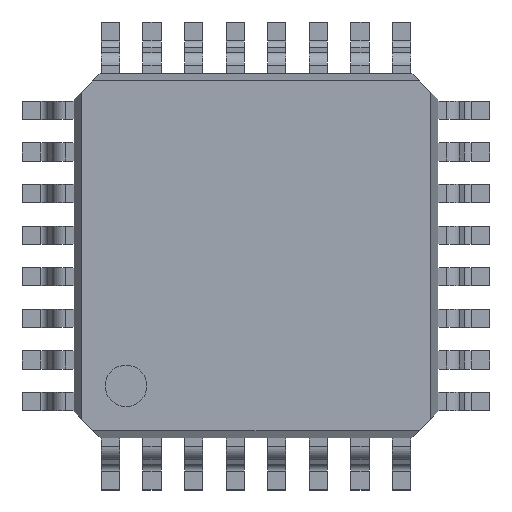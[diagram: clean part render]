
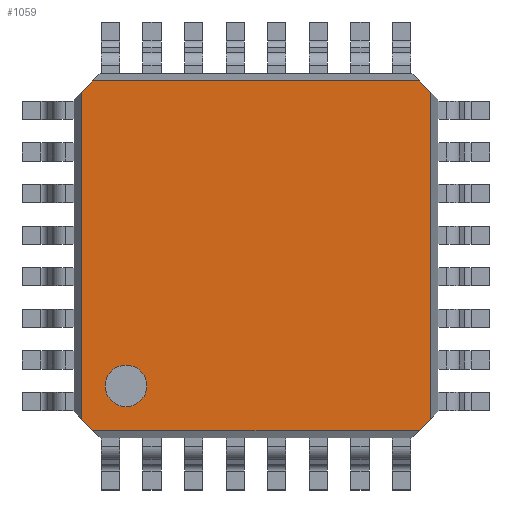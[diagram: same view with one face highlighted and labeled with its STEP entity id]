
A CAD part, top view. The second image highlights one B-rep face of the part: STEP entity #1059.
In plain terms, the highlighted planar face has unit normal (0, 0, 1).
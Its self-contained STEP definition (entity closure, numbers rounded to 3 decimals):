
#24 = VERTEX_POINT ( 'NONE', #1473 ) ;
#59 = DIRECTION ( 'NONE',  ( 1., 0., 0. ) ) ;
#83 = CARTESIAN_POINT ( 'NONE',  ( 3.364, 3.5, 1.4 ) ) ;
#129 = VERTEX_POINT ( 'NONE', #751 ) ;
#155 = VECTOR ( 'NONE', #1333, 1000. ) ;
#196 = DIRECTION ( 'NONE',  ( 0., 0., 1. ) ) ;
#199 = CARTESIAN_POINT ( 'NONE',  ( -3.136, -3.364, 1.4 ) ) ;
#211 = LINE ( 'NONE', #1263, #733 ) ;
#214 = PLANE ( 'NONE',  #1848 ) ;
#246 = CARTESIAN_POINT ( 'NONE',  ( 3.364, -3.136, 1.4 ) ) ;
#249 = EDGE_CURVE ( 'NONE', #422, #24, #211, .T. ) ;
#252 = CARTESIAN_POINT ( 'NONE',  ( 3.364, 3.136, 1.4 ) ) ;
#287 = DIRECTION ( 'NONE',  ( 0.707, -0.707, 0. ) ) ;
#396 = CARTESIAN_POINT ( 'NONE',  ( -21.284, 0., 1.4 ) ) ;
#422 = VERTEX_POINT ( 'NONE', #1696 ) ;
#434 = CARTESIAN_POINT ( 'NONE',  ( -3.364, 3.136, 1.4 ) ) ;
#465 = DIRECTION ( 'NONE',  ( -1., 0., 0. ) ) ;
#483 = VECTOR ( 'NONE', #693, 1000. ) ;
#528 = EDGE_CURVE ( 'NONE', #709, #936, #1900, .T. ) ;
#535 = LINE ( 'NONE', #434, #923 ) ;
#579 = VECTOR ( 'NONE', #287, 1000. ) ;
#602 = EDGE_CURVE ( 'NONE', #129, #698, #1339, .T. ) ;
#611 = EDGE_CURVE ( 'NONE', #1600, #945, #535, .T. ) ;
#622 = LINE ( 'NONE', #1851, #739 ) ;
#657 = LINE ( 'NONE', #199, #1491 ) ;
#679 = ORIENTED_EDGE ( 'NONE', *, *, #934, .F. ) ;
#693 = DIRECTION ( 'NONE',  ( 0., 1., 0. ) ) ;
#698 = VERTEX_POINT ( 'NONE', #252 ) ;
#709 = VERTEX_POINT ( 'NONE', #1037 ) ;
#713 = EDGE_CURVE ( 'NONE', #1600, #1841, #1147, .T. ) ;
#729 = DIRECTION ( 'NONE',  ( 0., 0., 1. ) ) ;
#733 = VECTOR ( 'NONE', #59, 1000. ) ;
#739 = VECTOR ( 'NONE', #465, 1000. ) ;
#751 = CARTESIAN_POINT ( 'NONE',  ( 3.136, 3.364, 1.4 ) ) ;
#923 = VECTOR ( 'NONE', #1934, 1000. ) ;
#934 = EDGE_CURVE ( 'NONE', #1379, #24, #1050, .T. ) ;
#936 = VERTEX_POINT ( 'NONE', #1313 ) ;
#945 = VERTEX_POINT ( 'NONE', #1655 ) ;
#1029 = DIRECTION ( 'NONE',  ( 0., 0., -1. ) ) ;
#1037 = CARTESIAN_POINT ( 'NONE',  ( -2.1, -2.5, 1.4 ) ) ;
#1050 = LINE ( 'NONE', #246, #155 ) ;
#1059 = ADVANCED_FACE ( 'NONE', ( #1428, #1895 ), #214, .F. ) ;
#1082 = AXIS2_PLACEMENT_3D ( 'NONE', #1817, #729, #1783 ) ;
#1093 = EDGE_CURVE ( 'NONE', #129, #945, #622, .T. ) ;
#1147 = LINE ( 'NONE', #1181, #1668 ) ;
#1181 = CARTESIAN_POINT ( 'NONE',  ( -3.364, 3.5, 1.4 ) ) ;
#1237 = ORIENTED_EDGE ( 'NONE', *, *, #528, .F. ) ;
#1240 = EDGE_CURVE ( 'NONE', #936, #709, #1906, .T. ) ;
#1263 = CARTESIAN_POINT ( 'NONE',  ( -3.5, -3.364, 1.4 ) ) ;
#1266 = CARTESIAN_POINT ( 'NONE',  ( -3.364, -3.136, 1.4 ) ) ;
#1313 = CARTESIAN_POINT ( 'NONE',  ( -2.9, -2.5, 1.4 ) ) ;
#1317 = ORIENTED_EDGE ( 'NONE', *, *, #1240, .F. ) ;
#1333 = DIRECTION ( 'NONE',  ( -0.707, -0.707, 0. ) ) ;
#1339 = LINE ( 'NONE', #1503, #579 ) ;
#1379 = VERTEX_POINT ( 'NONE', #1825 ) ;
#1428 = FACE_OUTER_BOUND ( 'NONE', #1457, .T. ) ;
#1434 = DIRECTION ( 'NONE',  ( -0.707, 0.707, 0. ) ) ;
#1438 = ORIENTED_EDGE ( 'NONE', *, *, #249, .T. ) ;
#1443 = ORIENTED_EDGE ( 'NONE', *, *, #1557, .F. ) ;
#1457 = EDGE_LOOP ( 'NONE', ( #1716, #1578, #1597, #1733, #1760, #1443, #1438, #679 ) ) ;
#1459 = AXIS2_PLACEMENT_3D ( 'NONE', #1761, #196, #1892 ) ;
#1473 = CARTESIAN_POINT ( 'NONE',  ( 3.136, -3.364, 1.4 ) ) ;
#1491 = VECTOR ( 'NONE', #1434, 1000. ) ;
#1503 = CARTESIAN_POINT ( 'NONE',  ( 3.136, 3.364, 1.4 ) ) ;
#1557 = EDGE_CURVE ( 'NONE', #422, #1841, #657, .T. ) ;
#1578 = ORIENTED_EDGE ( 'NONE', *, *, #602, .F. ) ;
#1590 = EDGE_LOOP ( 'NONE', ( #1237, #1317 ) ) ;
#1597 = ORIENTED_EDGE ( 'NONE', *, *, #1093, .T. ) ;
#1600 = VERTEX_POINT ( 'NONE', #1937 ) ;
#1621 = DIRECTION ( 'NONE',  ( 0., -1., 0. ) ) ;
#1628 = EDGE_CURVE ( 'NONE', #1379, #698, #1780, .T. ) ;
#1655 = CARTESIAN_POINT ( 'NONE',  ( -3.136, 3.364, 1.4 ) ) ;
#1668 = VECTOR ( 'NONE', #1621, 1000. ) ;
#1696 = CARTESIAN_POINT ( 'NONE',  ( -3.136, -3.364, 1.4 ) ) ;
#1716 = ORIENTED_EDGE ( 'NONE', *, *, #1628, .T. ) ;
#1733 = ORIENTED_EDGE ( 'NONE', *, *, #611, .F. ) ;
#1760 = ORIENTED_EDGE ( 'NONE', *, *, #713, .T. ) ;
#1761 = CARTESIAN_POINT ( 'NONE',  ( -2.5, -2.5, 1.4 ) ) ;
#1780 = LINE ( 'NONE', #83, #483 ) ;
#1783 = DIRECTION ( 'NONE',  ( 1., 0., 0. ) ) ;
#1784 = DIRECTION ( 'NONE',  ( -1., 0., 0. ) ) ;
#1817 = CARTESIAN_POINT ( 'NONE',  ( -2.5, -2.5, 1.4 ) ) ;
#1825 = CARTESIAN_POINT ( 'NONE',  ( 3.364, -3.136, 1.4 ) ) ;
#1841 = VERTEX_POINT ( 'NONE', #1266 ) ;
#1848 = AXIS2_PLACEMENT_3D ( 'NONE', #396, #1029, #1784 ) ;
#1851 = CARTESIAN_POINT ( 'NONE',  ( -3.5, 3.364, 1.4 ) ) ;
#1892 = DIRECTION ( 'NONE',  ( 1., 0., 0. ) ) ;
#1895 = FACE_BOUND ( 'NONE', #1590, .T. ) ;
#1900 = CIRCLE ( 'NONE', #1459, 0.4 ) ;
#1906 = CIRCLE ( 'NONE', #1082, 0.4 ) ;
#1934 = DIRECTION ( 'NONE',  ( 0.707, 0.707, 0. ) ) ;
#1937 = CARTESIAN_POINT ( 'NONE',  ( -3.364, 3.136, 1.4 ) ) ;
